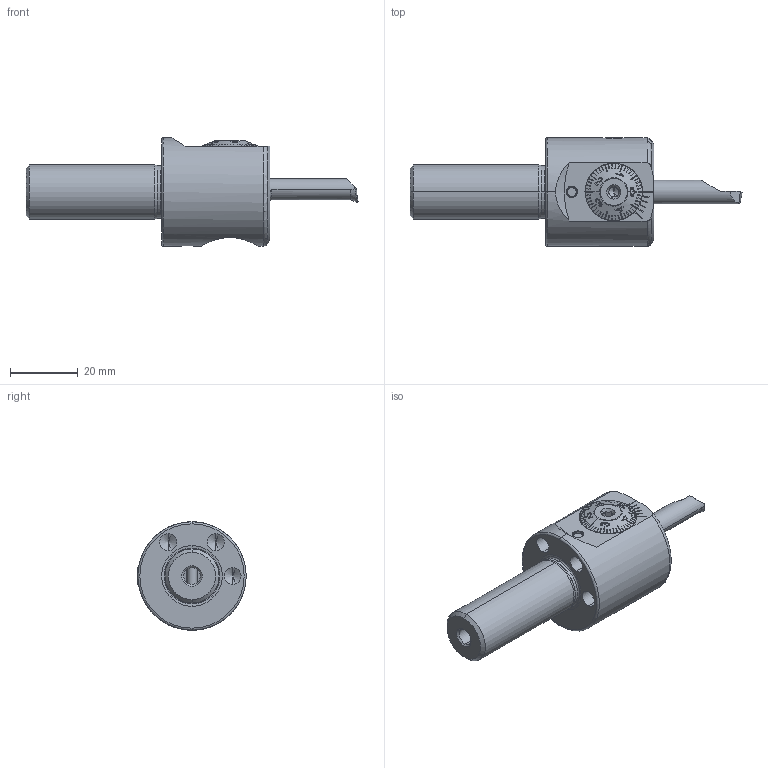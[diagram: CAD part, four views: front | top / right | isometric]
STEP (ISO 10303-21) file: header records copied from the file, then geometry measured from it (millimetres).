
FILE_DESCRIPTION (( 'STEP AP203' ), '1' );
FILE_NAME ('B04.016.032.032.STEP', '2018-02-20T11:12:44', ( 'SWIAdmin' ), ( 'Hewlett-Packard Company' ), 'SwSTEP 2.0', 'SolidWorks 2017', '' );
FILE_SCHEMA (( 'CONFIG_CONTROL_DESIGN' ));
Length unit declared in the file: millimetre
Products named in the file (17): SH2-A32.K01.032_A; A32-BG1.002.017_A; A32-BG2.014.010_A; DIN 3771 - 15x1; F32-BG2.017.003_A; F32-BG2.017.004_A; A32-BG2.009.004_A; A32-BG1.010.045_A_M8x0.25; ISO 4026 - M6 x 10; A32-BG1.012.017; A32-BG3.006.024_A; ISO 4026 - M6 x 5_PreviewCfg; Mini_Schaft_7; WCA-ER2.001.007_A; Axx-BG4.003.xxx_A_A32; Klebstoff D6; B04.016.032.032
Assembly tree (17 placements, depth 3):
  B04.016.032.032
    SH2-A32.K01.032_A
    A32-BG1.012.017
      A32-BG1.002.017_A
      A32-BG2.014.010_A
      DIN 3771 - 15x1
      F32-BG2.017.003_A
      F32-BG2.017.004_A
      A32-BG2.009.004_A
      A32-BG1.010.045_A_M8x0.25
      ISO 4026 - M6 x 10  x2
    A32-BG3.006.024_A
    ISO 4026 - M6 x 5_PreviewCfg
    Mini_Schaft_7
    WCA-ER2.001.007_A
    Axx-BG4.003.xxx_A_A32
    Klebstoff D6
Bounding box: 98 x 32 x 32 mm (x, y, z)
Volume: 30597.1 mm3; surface area: 16871.9 mm2
Topology: 16 solids, 16 shells, 733 faces, 1876 edges, 1179 vertices
Faces by surface type: plane 310, cone 176, cylinder 142, torus 58, bspline 45, sphere 2
Entity records: 32847 total; most frequent: CARTESIAN_POINT 14477, ORIENTED_EDGE 3660, DIRECTION 3157, EDGE_CURVE 1830, AXIS2_PLACEMENT_3D 1227, VERTEX_POINT 1159, EDGE_LOOP 767, FACE_OUTER_BOUND 718
